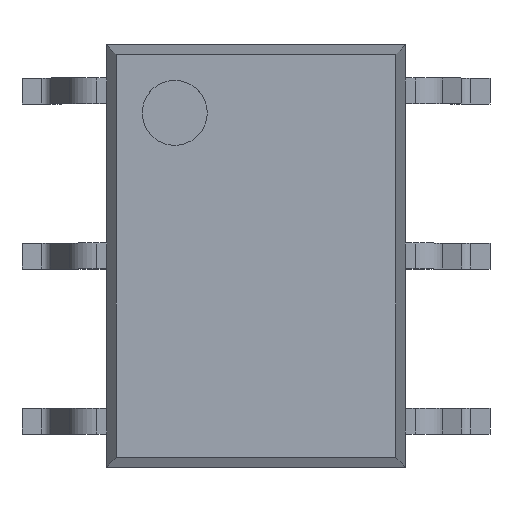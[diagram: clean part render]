
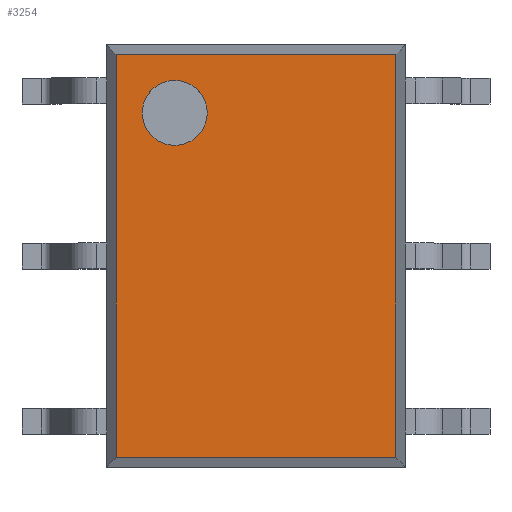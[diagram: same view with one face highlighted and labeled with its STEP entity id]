
A CAD part, top view. The second image highlights one B-rep face of the part: STEP entity #3254.
In plain terms, the highlighted planar face has unit normal (0, 0, 1).
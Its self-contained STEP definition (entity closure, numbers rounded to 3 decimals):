
#2869=CARTESIAN_POINT('',(-0.75,2.2,2.2));
#2870=VERTEX_POINT('',#2869);
#2879=CARTESIAN_POINT('',(-1.75,2.2,2.2));
#2880=VERTEX_POINT('',#2879);
#2881=CARTESIAN_POINT('',(-1.25,2.2,2.2));
#2882=DIRECTION('',(0.0,0.0,-1.0));
#2883=DIRECTION('',(1.0,0.0,0.0));
#2884=AXIS2_PLACEMENT_3D('',#2881,#2882,#2883);
#2885=CIRCLE('',#2884,0.5);
#2886=EDGE_CURVE('',#2880,#2870,#2885,.T.);
#2920=CARTESIAN_POINT('',(-1.25,2.2,2.2));
#2921=DIRECTION('',(0.0,0.0,-1.0));
#2922=DIRECTION('',(1.0,0.0,0.0));
#2923=AXIS2_PLACEMENT_3D('',#2920,#2921,#2922);
#2924=CIRCLE('',#2923,0.5);
#2925=EDGE_CURVE('',#2870,#2880,#2924,.T.);
#3136=CARTESIAN_POINT('',(2.15,3.1,2.2));
#3137=VERTEX_POINT('',#3136);
#3138=CARTESIAN_POINT('',(2.15,-3.1,2.2));
#3139=VERTEX_POINT('',#3138);
#3140=CARTESIAN_POINT('',(2.15,3.1,2.2));
#3141=DIRECTION('',(0.0,-1.0,0.0));
#3142=VECTOR('',#3141,6.2);
#3143=LINE('',#3140,#3142);
#3144=EDGE_CURVE('',#3137,#3139,#3143,.T.);
#3167=CARTESIAN_POINT('',(-2.15,-3.1,2.2));
#3168=VERTEX_POINT('',#3167);
#3169=CARTESIAN_POINT('',(2.15,-3.1,2.2));
#3170=DIRECTION('',(-1.0,0.0,0.0));
#3171=VECTOR('',#3170,4.3);
#3172=LINE('',#3169,#3171);
#3173=EDGE_CURVE('',#3139,#3168,#3172,.T.);
#3198=CARTESIAN_POINT('',(-2.15,3.1,2.2));
#3199=VERTEX_POINT('',#3198);
#3200=CARTESIAN_POINT('',(-2.15,-3.1,2.2));
#3201=DIRECTION('',(0.0,1.0,0.0));
#3202=VECTOR('',#3201,6.2);
#3203=LINE('',#3200,#3202);
#3204=EDGE_CURVE('',#3168,#3199,#3203,.T.);
#3227=CARTESIAN_POINT('',(-2.15,3.1,2.2));
#3228=DIRECTION('',(1.0,0.0,0.0));
#3229=VECTOR('',#3228,4.3);
#3230=LINE('',#3227,#3229);
#3231=EDGE_CURVE('',#3199,#3137,#3230,.T.);
#3239=CARTESIAN_POINT('',(0.,0.,2.2));
#3240=DIRECTION('',(0.0,0.0,1.0));
#3241=DIRECTION('',(1.0,0.0,0.0));
#3242=AXIS2_PLACEMENT_3D('',#3239,#3240,#3241);
#3243=PLANE('',#3242);
#3244=ORIENTED_EDGE('',*,*,#3144,.F.);
#3245=ORIENTED_EDGE('',*,*,#3231,.F.);
#3246=ORIENTED_EDGE('',*,*,#3204,.F.);
#3247=ORIENTED_EDGE('',*,*,#3173,.F.);
#3248=EDGE_LOOP('',(#3244,#3245,#3246,#3247));
#3249=FACE_OUTER_BOUND('',#3248,.T.);
#3250=ORIENTED_EDGE('',*,*,#2925,.T.);
#3251=ORIENTED_EDGE('',*,*,#2886,.T.);
#3252=EDGE_LOOP('',(#3250,#3251));
#3253=FACE_BOUND('',#3252,.T.);
#3254=ADVANCED_FACE('',(#3249,#3253),#3243,.T.);
